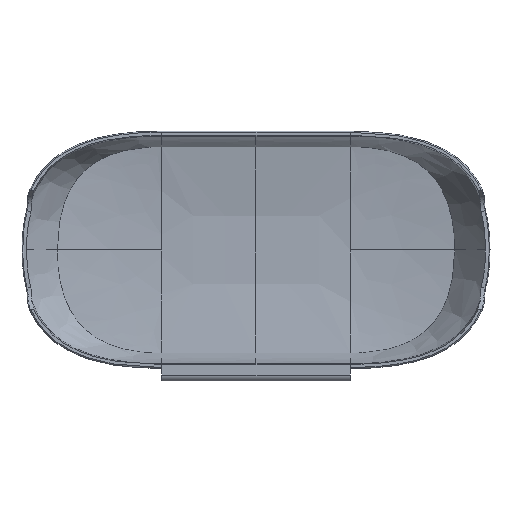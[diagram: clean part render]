
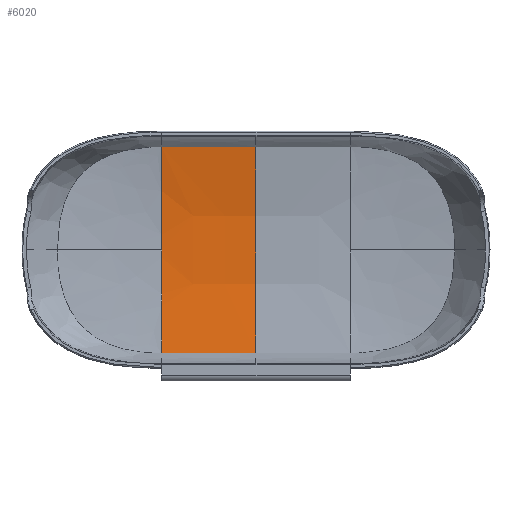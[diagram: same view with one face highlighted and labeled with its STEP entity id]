
A CAD part, top view. The second image highlights one B-rep face of the part: STEP entity #6020.
In plain terms, the highlighted free-form (B-spline) face has degree [3, 3] with [4, 4] control points.
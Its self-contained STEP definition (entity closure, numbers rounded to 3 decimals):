
#1592=DIRECTION('',(-1.,0.,0.001));
#1593=VECTOR('',#1592,39.998);
#1594=CARTESIAN_POINT('',(0.,-43.71,-28.41));
#1595=LINE('',#1594,#1593);
#1596=DIRECTION('',(1.,0.,-0.001));
#1597=VECTOR('',#1596,39.998);
#1598=CARTESIAN_POINT('',(-39.998,43.72,
-28.386));
#1599=LINE('',#1598,#1597);
#1600=CARTESIAN_POINT('',(0.,43.71,-28.41));
#1601=CARTESIAN_POINT('',(0.,14.563,-33.798));
#1602=CARTESIAN_POINT('',(0.,-14.563,-33.798));
#1603=CARTESIAN_POINT('',(0.,-43.71,-28.41));
#1643=CARTESIAN_POINT('',(-39.95,-3.136,
-31.906));
#1644=CARTESIAN_POINT('',(-39.95,-2.091,
-31.918));
#1645=CARTESIAN_POINT('',(-39.95,-1.046,
-31.924));
#1646=CARTESIAN_POINT('',(-39.95,-0.001,
-31.924));
#1648=CARTESIAN_POINT('',(-39.959,-18.616,
-31.283));
#1649=CARTESIAN_POINT('',(-39.954,-13.456,
-31.638));
#1650=CARTESIAN_POINT('',(-39.951,-8.296,
-31.846));
#1651=CARTESIAN_POINT('',(-39.95,-3.136,
-31.906));
#1653=CARTESIAN_POINT('',(-39.96,-19.796,
-31.199));
#1654=CARTESIAN_POINT('',(-39.959,-19.403,
-31.228));
#1655=CARTESIAN_POINT('',(-39.959,-19.01,
-31.256));
#1656=CARTESIAN_POINT('',(-39.959,-18.616,
-31.283));
#1658=CARTESIAN_POINT('',(-39.964,-23.888,
-30.868));
#1659=CARTESIAN_POINT('',(-39.964,-23.376,
-30.913));
#1660=CARTESIAN_POINT('',(-39.962,-22.012,
-31.03));
#1661=CARTESIAN_POINT('',(-39.961,-20.648,
-31.136));
#1662=CARTESIAN_POINT('',(-39.96,-19.796,
-31.199));
#1664=CARTESIAN_POINT('',(-39.964,-23.888,
-30.868));
#1665=CARTESIAN_POINT('',(-39.973,-30.498,
-30.283));
#1666=CARTESIAN_POINT('',(-39.984,-37.108,
-29.456));
#1667=CARTESIAN_POINT('',(-39.998,-43.72,
-28.386));
#1706=CARTESIAN_POINT('',(-39.951,6.358,
-31.85));
#1707=CARTESIAN_POINT('',(-39.952,11.689,
-31.724));
#1708=CARTESIAN_POINT('',(-39.961,24.142,
-31.062));
#1709=CARTESIAN_POINT('',(-39.983,36.597,
-29.539));
#1710=CARTESIAN_POINT('',(-39.998,43.72,
-28.386));
#1712=CARTESIAN_POINT('',(-39.951,6.358,
-31.85));
#1713=CARTESIAN_POINT('',(-39.95,4.238,
-31.899));
#1714=CARTESIAN_POINT('',(-39.95,2.119,
-31.924));
#1715=CARTESIAN_POINT('',(-39.95,-0.001,
-31.924));
#1717=CARTESIAN_POINT('',(-39.95,-0.001,
-31.924));
#2343=CARTESIAN_POINT('',(0.,-43.71,-28.41));
#2345=VERTEX_POINT('',#2343);
#2346=CARTESIAN_POINT('',(0.,43.71,-28.41));
#2348=VERTEX_POINT('',#2346);
#2350=CARTESIAN_POINT('',(-39.998,-43.72,
-28.386));
#2351=VERTEX_POINT('',#2350);
#2352=CARTESIAN_POINT('',(-39.998,43.72,
-28.386));
#2353=VERTEX_POINT('',#2352);
#2357=VERTEX_POINT('',#1664);
#2358=VERTEX_POINT('',#1717);
#2478=VERTEX_POINT('',#1712);
#2479=VERTEX_POINT('',#1662);
#2480=VERTEX_POINT('',#1656);
#2481=VERTEX_POINT('',#1651);
#5982=CARTESIAN_POINT('',(0.8,44.574,
-28.249));
#5983=CARTESIAN_POINT('',(-12.933,44.574,
-28.249));
#5984=CARTESIAN_POINT('',(-26.667,44.585,
-28.246));
#5985=CARTESIAN_POINT('',(-40.4,44.615,
-28.239));
#5986=CARTESIAN_POINT('',(0.799,14.85,
-33.851));
#5987=CARTESIAN_POINT('',(-12.916,14.85,
-33.86));
#5988=CARTESIAN_POINT('',(-26.627,14.855,
-33.656));
#5989=CARTESIAN_POINT('',(-40.333,14.866,
-33.138));
#5990=CARTESIAN_POINT('',(0.799,-14.851,
-33.851));
#5991=CARTESIAN_POINT('',(-12.916,-14.851,
-33.86));
#5992=CARTESIAN_POINT('',(-26.627,-14.855,
-33.656));
#5993=CARTESIAN_POINT('',(-40.333,-14.867,
-33.138));
#5994=CARTESIAN_POINT('',(0.8,-44.575,
-28.249));
#5995=CARTESIAN_POINT('',(-12.933,-44.574,
-28.249));
#5996=CARTESIAN_POINT('',(-26.667,-44.586,
-28.246));
#5997=CARTESIAN_POINT('',(-40.4,-44.616,
-28.239));
#5998=B_SPLINE_SURFACE_WITH_KNOTS('',3,3,((#5982,#5983,#5984,#5985),(#5986,
#5987,#5988,#5989),(#5990,#5991,#5992,#5993),(#5994,#5995,#5996,#5997)),
.UNSPECIFIED.,.F.,.F.,.F.,(4,4),(4,4),(0.001,0.999),(
-0.02,1.01),.UNSPECIFIED.);
#5999=ORIENTED_EDGE('',*,*,#5975,.T.);
#6001=ORIENTED_EDGE('',*,*,#6000,.F.);
#6003=ORIENTED_EDGE('',*,*,#6002,.T.);
#6005=ORIENTED_EDGE('',*,*,#6004,.T.);
#6007=ORIENTED_EDGE('',*,*,#6006,.T.);
#6009=ORIENTED_EDGE('',*,*,#6008,.T.);
#6011=ORIENTED_EDGE('',*,*,#6010,.F.);
#6013=ORIENTED_EDGE('',*,*,#6012,.T.);
#6015=ORIENTED_EDGE('',*,*,#6014,.T.);
#6017=ORIENTED_EDGE('',*,*,#6016,.T.);
#6018=EDGE_LOOP('',(#5999,#6001,#6003,#6005,#6007,#6009,#6011,#6013,#6015,
#6017));
#6019=FACE_OUTER_BOUND('',#6018,.F.);
#6020=ADVANCED_FACE('',(#6019),#5998,.F.);
#1604=B_SPLINE_CURVE_WITH_KNOTS('',3,(#1600,#1601,#1602,#1603),.UNSPECIFIED.,
.F.,.F.,(4,4),(0.,1.),.UNSPECIFIED.);
#1647=B_SPLINE_CURVE_WITH_KNOTS('',3,(#1643,#1644,#1645,#1646),.UNSPECIFIED.,
.F.,.F.,(4,4),(0.,1.),.UNSPECIFIED.);
#1652=B_SPLINE_CURVE_WITH_KNOTS('',3,(#1648,#1649,#1650,#1651),.UNSPECIFIED.,
.F.,.F.,(4,4),(0.,1.),.UNSPECIFIED.);
#1657=B_SPLINE_CURVE_WITH_KNOTS('',3,(#1653,#1654,#1655,#1656),.UNSPECIFIED.,
.F.,.F.,(4,4),(0.,1.),.UNSPECIFIED.);
#1663=B_SPLINE_CURVE_WITH_KNOTS('',3,(#1658,#1659,#1660,#1661,#1662),
.UNSPECIFIED.,.F.,.F.,(4,1,4),(0.,0.375,1.),.UNSPECIFIED.);
#1668=B_SPLINE_CURVE_WITH_KNOTS('',3,(#1664,#1665,#1666,#1667),.UNSPECIFIED.,
.F.,.F.,(4,4),(0.,1.),.UNSPECIFIED.);
#1711=B_SPLINE_CURVE_WITH_KNOTS('',3,(#1706,#1707,#1708,#1709,#1710),
.UNSPECIFIED.,.F.,.F.,(4,1,4),(0.,0.428,1.),.UNSPECIFIED.);
#1716=B_SPLINE_CURVE_WITH_KNOTS('',3,(#1712,#1713,#1714,#1715),.UNSPECIFIED.,
.F.,.F.,(4,4),(0.,1.),.UNSPECIFIED.);
#5975=EDGE_CURVE('',#2345,#2351,#1595,.T.);
#6000=EDGE_CURVE('',#2357,#2351,#1668,.T.);
#6002=EDGE_CURVE('',#2357,#2479,#1663,.T.);
#6004=EDGE_CURVE('',#2479,#2480,#1657,.T.);
#6006=EDGE_CURVE('',#2480,#2481,#1652,.T.);
#6008=EDGE_CURVE('',#2481,#2358,#1647,.T.);
#6010=EDGE_CURVE('',#2478,#2358,#1716,.T.);
#6012=EDGE_CURVE('',#2478,#2353,#1711,.T.);
#6014=EDGE_CURVE('',#2353,#2348,#1599,.T.);
#6016=EDGE_CURVE('',#2348,#2345,#1604,.T.);
